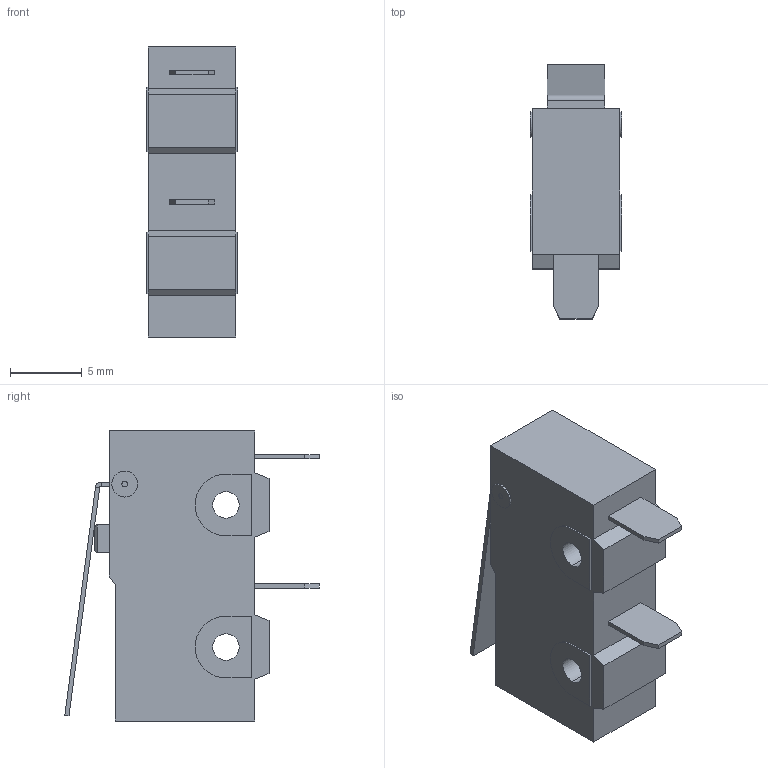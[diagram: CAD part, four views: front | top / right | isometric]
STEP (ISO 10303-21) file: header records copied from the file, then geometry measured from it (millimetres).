
FILE_DESCRIPTION (( 'STEP AP214' ), '1' );
FILE_NAME ('Limit Switch A.STEP', '2025-07-18T20:10:03', ( '' ), ( '' ), 'SwSTEP 2.0', 'SolidWorks 2016', '' );
FILE_SCHEMA (( 'AUTOMOTIVE_DESIGN' ));
Length unit declared in the file: millimetre
Products named in the file (4): Limit Switch A; Arm; Button; Body
Assembly tree (3 placements, depth 2):
  Limit Switch A
    Body
    Arm
    Button
Bounding box: 6.35 x 17.73 x 20.21 mm (x, y, z)
Volume: 1266.4 mm3; surface area: 1234.9 mm2
Topology: 5 solids, 5 shells, 141 faces, 322 edges, 188 vertices
Faces by surface type: plane 87, cylinder 38, sphere 16
Entity records: 3990 total; most frequent: DIRECTION 690, CARTESIAN_POINT 645, ORIENTED_EDGE 620, EDGE_CURVE 310, AXIS2_PLACEMENT_3D 233, LINE 224, VECTOR 224, VERTEX_POINT 188
